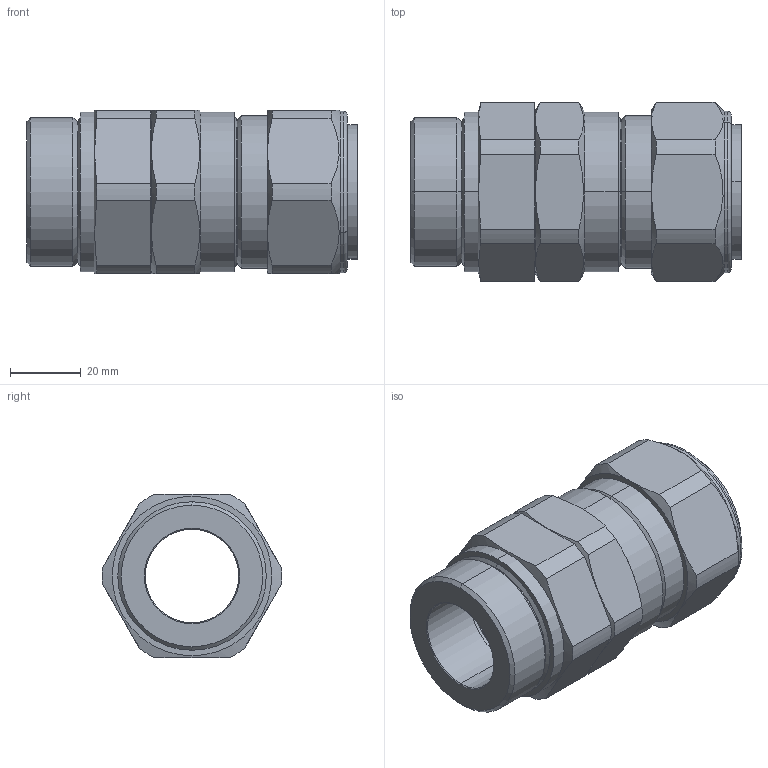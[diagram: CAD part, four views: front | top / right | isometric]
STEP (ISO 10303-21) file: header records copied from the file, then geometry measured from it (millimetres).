
FILE_DESCRIPTION (( 'STEP AP203' ), '1' );
FILE_NAME ('32TE1FU1RA444.STEP', '2020-02-12T10:28:14', ( '' ), ( '' ), 'SwSTEP 2.0', 'SolidWorks 2017', '' );
FILE_SCHEMA (( 'CONFIG_CONTROL_DESIGN' ));
Length unit declared in the file: millimetre
Products named in the file (1): 32TE1FU1RA444
Bounding box: 93.15 x 50.58 x 46 mm (x, y, z)
Surface area: 24712.9 mm2 (no closed solid volume)
Topology: 0 solids, 8 shells, 120 faces, 443 edges, 331 vertices
Faces by surface type: cone 44, cylinder 42, plane 26, torus 8
Entity records: 6336 total; most frequent: CARTESIAN_POINT 2675, ORIENTED_EDGE 699, DIRECTION 697, EDGE_CURVE 443, VERTEX_POINT 331, AXIS2_PLACEMENT_3D 267, VECTOR 163, LINE 163
